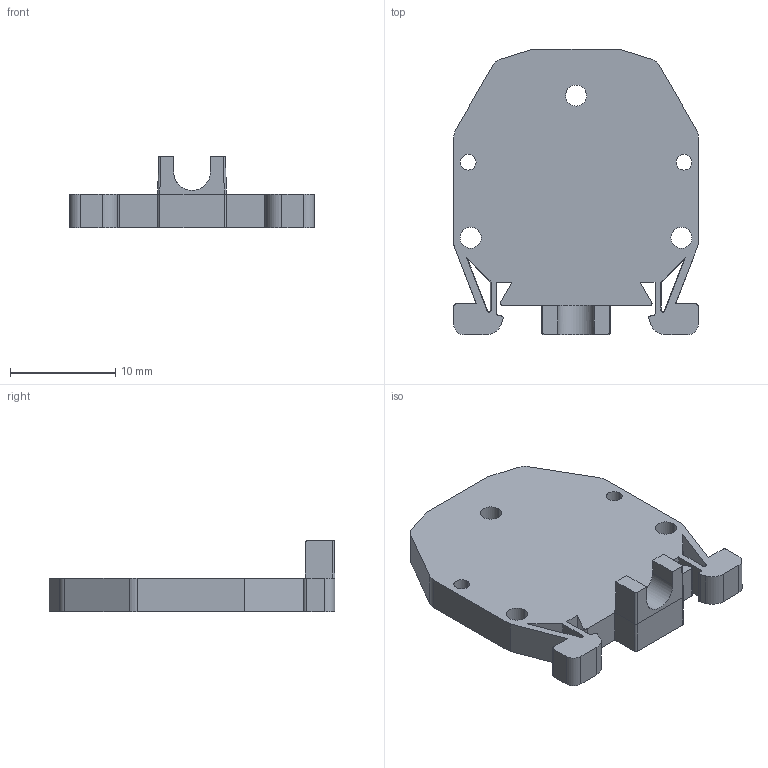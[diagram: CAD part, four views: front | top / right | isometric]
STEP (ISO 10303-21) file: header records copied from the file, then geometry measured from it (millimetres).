
FILE_DESCRIPTION (( 'STEP AP203' ), '1' );
FILE_NAME ('MPK - Durdurucu ve Sonlandýrýcý (Ray).STEP', '2018-11-27T10:23:57', ( '' ), ( '' ), 'SwSTEP 2.0', 'SolidWorks 2011', '' );
FILE_SCHEMA (( 'CONFIG_CONTROL_DESIGN' ));
Length unit declared in the file: millimetre
Products named in the file (1): MPK - Durdurucu ve Sonlandýrýcý (Ray)
Bounding box: 23.21 x 27.1 x 6.8 mm (x, y, z)
Volume: 1714.4 mm3; surface area: 1692.6 mm2
Topology: 1 solids, 1 shells, 106 faces, 301 edges, 198 vertices
Faces by surface type: plane 59, cylinder 45, cone 2
Entity records: 3552 total; most frequent: CARTESIAN_POINT 624, ORIENTED_EDGE 602, DIRECTION 595, EDGE_CURVE 301, LINE 209, VECTOR 209, VERTEX_POINT 198, AXIS2_PLACEMENT_3D 193
